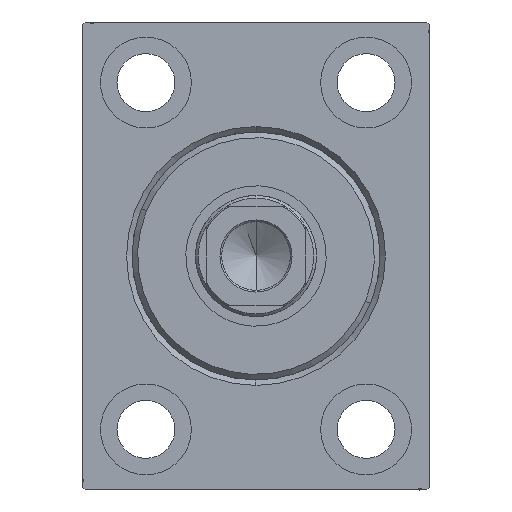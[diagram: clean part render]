
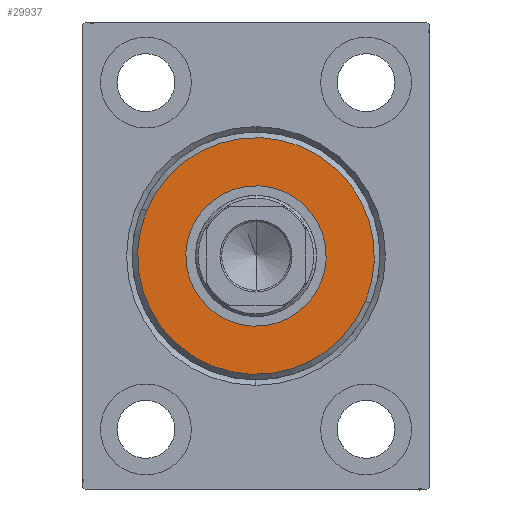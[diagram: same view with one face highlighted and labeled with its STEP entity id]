
A CAD part, left-side view. The second image highlights one B-rep face of the part: STEP entity #29937.
In plain terms, the highlighted face is planar.
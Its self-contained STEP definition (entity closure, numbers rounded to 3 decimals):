
#875 = FACE_OUTER_BOUND ( 'NONE', #10166, .T. ) ;
#3122 = CIRCLE ( 'NONE', #28529, 21.5 ) ;
#3442 = AXIS2_PLACEMENT_3D ( 'NONE', #5819, #22586, #42750 ) ;
#3667 = DIRECTION ( 'NONE',  ( 1., 0., 0. ) ) ;
#4321 = DIRECTION ( 'NONE',  ( 0., 0., -1. ) ) ;
#5819 = CARTESIAN_POINT ( 'NONE',  ( 3., 0., 0. ) ) ;
#6886 = CARTESIAN_POINT ( 'NONE',  ( 3., 0., -21.5 ) ) ;
#7757 = AXIS2_PLACEMENT_3D ( 'NONE', #32244, #11705, #8394 ) ;
#7977 = ORIENTED_EDGE ( 'NONE', *, *, #9351, .T. ) ;
#8394 = DIRECTION ( 'NONE',  ( 0., 0., -1. ) ) ;
#8851 = DIRECTION ( 'NONE',  ( 0., 0., -1. ) ) ;
#9351 = EDGE_CURVE ( 'NONE', #23683, #38745, #19090, .T. ) ;
#9554 = VERTEX_POINT ( 'NONE', #43429 ) ;
#10166 = EDGE_LOOP ( 'NONE', ( #17614, #7977 ) ) ;
#10608 = PLANE ( 'NONE',  #39292 ) ;
#10831 = CARTESIAN_POINT ( 'NONE',  ( 3., 0., 21.5 ) ) ;
#11705 = DIRECTION ( 'NONE',  ( -1., 0., 0. ) ) ;
#13634 = CARTESIAN_POINT ( 'NONE',  ( 3., 0., 0. ) ) ;
#13666 = ORIENTED_EDGE ( 'NONE', *, *, #40204, .T. ) ;
#13915 = FACE_BOUND ( 'NONE', #38045, .T. ) ;
#16147 = VERTEX_POINT ( 'NONE', #18838 ) ;
#17614 = ORIENTED_EDGE ( 'NONE', *, *, #24341, .T. ) ;
#18838 = CARTESIAN_POINT ( 'NONE',  ( 3., 0., -12.75 ) ) ;
#19090 = CIRCLE ( 'NONE', #39619, 21.5 ) ;
#20532 = DIRECTION ( 'NONE',  ( 1., 0., 0. ) ) ;
#22586 = DIRECTION ( 'NONE',  ( -1., 0., 0. ) ) ;
#23683 = VERTEX_POINT ( 'NONE', #6886 ) ;
#24341 = EDGE_CURVE ( 'NONE', #38745, #23683, #3122, .T. ) ;
#27817 = DIRECTION ( 'NONE',  ( 0., 0., -1. ) ) ;
#28529 = AXIS2_PLACEMENT_3D ( 'NONE', #13634, #32919, #8851 ) ;
#29937 = ADVANCED_FACE ( 'NONE', ( #875, #13915 ), #10608, .T. ) ;
#30339 = CIRCLE ( 'NONE', #7757, 12.75 ) ;
#31578 = CARTESIAN_POINT ( 'NONE',  ( 3., 0., 0. ) ) ;
#32244 = CARTESIAN_POINT ( 'NONE',  ( 3., 0., 0. ) ) ;
#32919 = DIRECTION ( 'NONE',  ( 1., 0., 0. ) ) ;
#34376 = CARTESIAN_POINT ( 'NONE',  ( 3., 0., 0. ) ) ;
#35726 = EDGE_CURVE ( 'NONE', #9554, #16147, #38738, .T. ) ;
#38045 = EDGE_LOOP ( 'NONE', ( #42081, #13666 ) ) ;
#38738 = CIRCLE ( 'NONE', #3442, 12.75 ) ;
#38745 = VERTEX_POINT ( 'NONE', #10831 ) ;
#39292 = AXIS2_PLACEMENT_3D ( 'NONE', #31578, #20532, #27817 ) ;
#39619 = AXIS2_PLACEMENT_3D ( 'NONE', #34376, #3667, #4321 ) ;
#40204 = EDGE_CURVE ( 'NONE', #16147, #9554, #30339, .T. ) ;
#42081 = ORIENTED_EDGE ( 'NONE', *, *, #35726, .T. ) ;
#42750 = DIRECTION ( 'NONE',  ( 0., 0., -1. ) ) ;
#43429 = CARTESIAN_POINT ( 'NONE',  ( 3., 0., 12.75 ) ) ;
